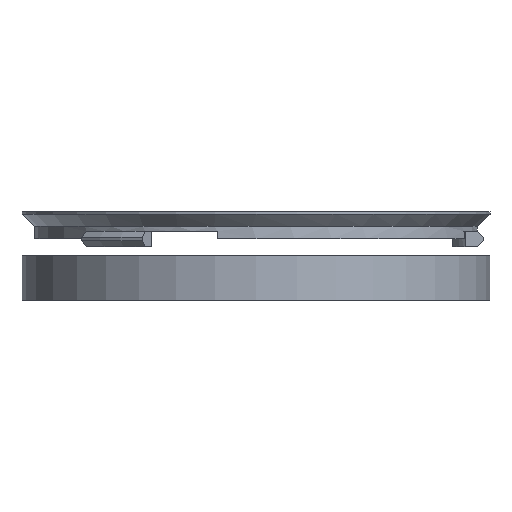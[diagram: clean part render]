
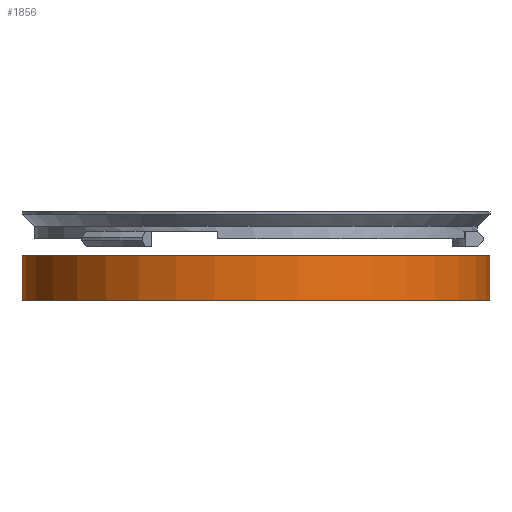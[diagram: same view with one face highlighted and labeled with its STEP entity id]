
A CAD part, front view. The second image highlights one B-rep face of the part: STEP entity #1856.
In plain terms, the highlighted cylindrical face has radius 75 mm (diameter 150 mm), a full revolution.
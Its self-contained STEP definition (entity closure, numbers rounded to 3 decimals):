
#52=CYLINDRICAL_SURFACE('',#2017,75.);
#99=CIRCLE('',#1988,75.);
#113=CIRCLE('',#2016,75.);
#227=FACE_OUTER_BOUND('',#331,.T.);
#331=EDGE_LOOP('',(#1400,#1401,#1402,#1403));
#464=LINE('',#3068,#625);
#625=VECTOR('',#2374,75.);
#782=VERTEX_POINT('',#2938);
#803=VERTEX_POINT('',#3065);
#990=EDGE_CURVE('',#782,#782,#99,.T.);
#1028=EDGE_CURVE('',#803,#803,#113,.T.);
#1029=EDGE_CURVE('',#782,#803,#464,.T.);
#1400=ORIENTED_EDGE('',*,*,#990,.F.);
#1401=ORIENTED_EDGE('',*,*,#1029,.T.);
#1402=ORIENTED_EDGE('',*,*,#1028,.T.);
#1403=ORIENTED_EDGE('',*,*,#1029,.F.);
#1856=ADVANCED_FACE('',(#227),#52,.T.);
#1988=AXIS2_PLACEMENT_3D('',#2939,#2295,#2296);
#2016=AXIS2_PLACEMENT_3D('',#3066,#2370,#2371);
#2017=AXIS2_PLACEMENT_3D('',#3067,#2372,#2373);
#2295=DIRECTION('center_axis',(0.,0.,1.));
#2296=DIRECTION('ref_axis',(1.,0.,0.));
#2370=DIRECTION('center_axis',(0.,0.,1.));
#2371=DIRECTION('ref_axis',(1.,0.,0.));
#2372=DIRECTION('center_axis',(0.,0.,1.));
#2373=DIRECTION('ref_axis',(1.,0.,0.));
#2374=DIRECTION('',(0.,0.,-1.));
#2938=CARTESIAN_POINT('',(-75.,0.,-9.605));
#2939=CARTESIAN_POINT('Origin',(0.,0.,-9.605));
#3065=CARTESIAN_POINT('',(-75.,0.,-23.757));
#3066=CARTESIAN_POINT('Origin',(0.,0.,-23.757));
#3067=CARTESIAN_POINT('Origin',(0.,0.,-15.681));
#3068=CARTESIAN_POINT('',(-75.,0.,-15.681));
